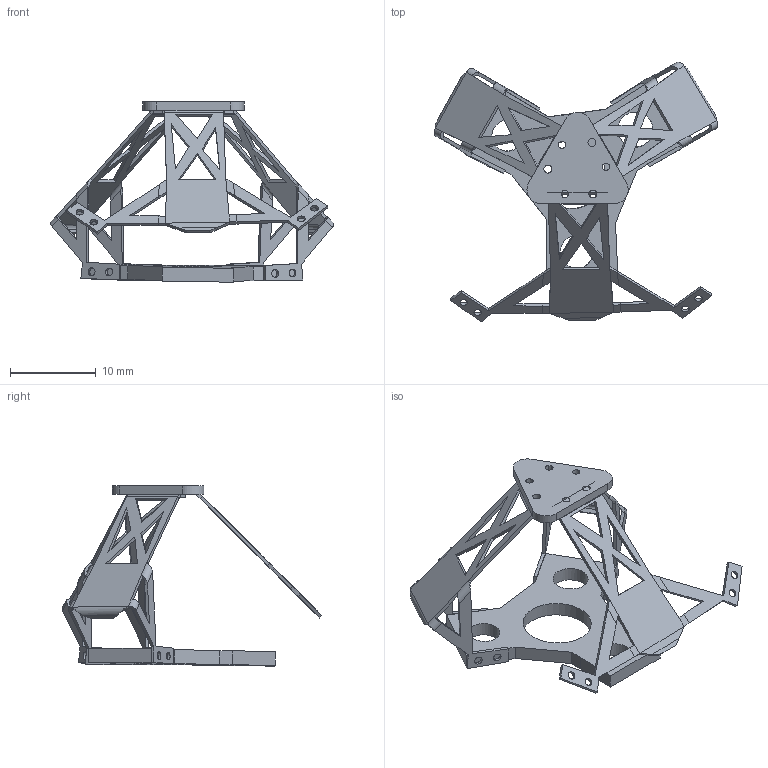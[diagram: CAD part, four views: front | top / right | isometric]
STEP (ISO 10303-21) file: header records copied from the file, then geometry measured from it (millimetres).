
FILE_DESCRIPTION(/* description */ (''),/* implementation_level */ '2;1');
FILE_NAME(/* name */ 'diff dzign xyz v2-dup.step',/* time_stamp */ '2024-05-04T12:00:12+10:00',/* author */ (''),/* organization */ (''),/* preprocessor_version */ 'ST-DEVELOPER v20',/* originating_system */ 'Autodesk Translation Framework v12.20.1.177',/* authorisation */ '');
FILE_SCHEMA (('CONFIG_CONTROL_DESIGN','AUTOMOTIVE_DESIGN { 1 0 10303 214 3 1 1 }'));
Length unit declared in the file: millimetre
Products named in the file (1): diff dzign xyz
Bounding box: 33.01 x 30.24 x 20.98 mm (x, y, z)
Volume: 596.9 mm3; surface area: 2075 mm2
Topology: 5 solids, 5 shells, 276 faces, 712 edges, 428 vertices
Faces by surface type: plane 198, cylinder 56, bspline 22
Full cylindrical faces by diameter (mm): 0.852 x6, 0.904 x6, 0.915 x6, 3.611 x1, 3.852 x1, 4.088 x1, 7.938 x1
Entity records: 8789 total; most frequent: CARTESIAN_POINT 2039, ORIENTED_EDGE 1424, DIRECTION 1250, EDGE_CURVE 712, LINE 596, VECTOR 596, VERTEX_POINT 428, EDGE_LOOP 350
